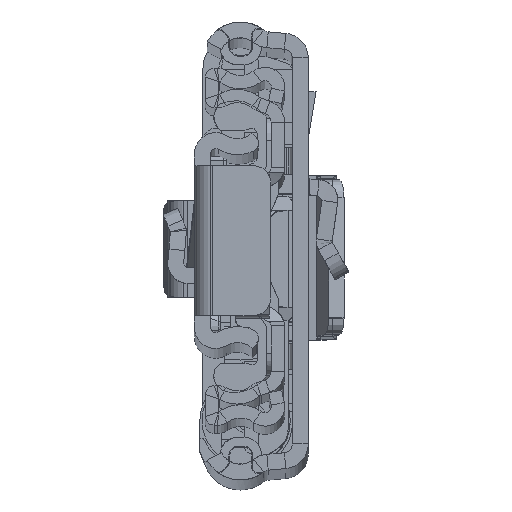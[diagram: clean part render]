
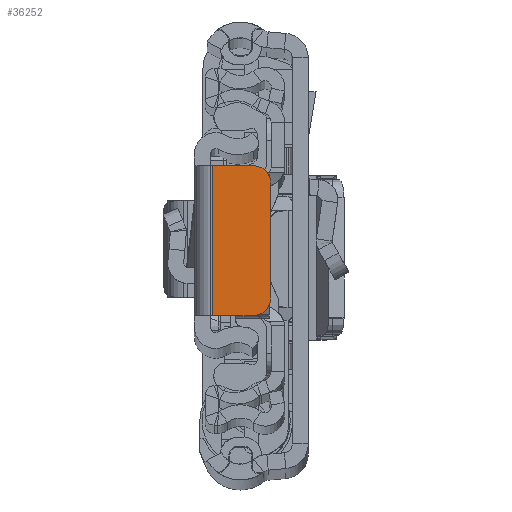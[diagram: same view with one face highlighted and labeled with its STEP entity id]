
A CAD part, top view. The second image highlights one B-rep face of the part: STEP entity #36252.
In plain terms, the highlighted planar face has unit normal (0, 0, 1).
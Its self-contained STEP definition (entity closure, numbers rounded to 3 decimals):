
#962 = AXIS2_PLACEMENT_3D ( 'NONE', #33877, #8075, #27568 ) ;
#2496 = CARTESIAN_POINT ( 'NONE',  ( -6.65, -8.5, 0. ) ) ;
#2566 = CARTESIAN_POINT ( 'NONE',  ( -6.65, 8.5, 0. ) ) ;
#2669 = DIRECTION ( 'NONE',  ( 0., 0., -1. ) ) ;
#3697 = ORIENTED_EDGE ( 'NONE', *, *, #31992, .F. ) ;
#4867 = CARTESIAN_POINT ( 'NONE',  ( -6.65, -6.5, 0. ) ) ;
#5343 = VECTOR ( 'NONE', #18608, 1000. ) ;
#5524 = EDGE_CURVE ( 'NONE', #25136, #16009, #34559, .T. ) ;
#5699 = DIRECTION ( 'NONE',  ( 0., 0., 1. ) ) ;
#5832 = PLANE ( 'NONE',  #7928 ) ;
#7324 = CARTESIAN_POINT ( 'NONE',  ( -8.65, 6.5, 0. ) ) ;
#7802 = CARTESIAN_POINT ( 'NONE',  ( -8.65, -6.5, 0. ) ) ;
#7928 = AXIS2_PLACEMENT_3D ( 'NONE', #21764, #2669, #21558 ) ;
#7983 = EDGE_CURVE ( 'NONE', #12029, #25136, #31827, .T. ) ;
#8075 = DIRECTION ( 'NONE',  ( 0., 0., 1. ) ) ;
#8829 = CARTESIAN_POINT ( 'NONE',  ( -2.05, 8.5, 0. ) ) ;
#9510 = DIRECTION ( 'NONE',  ( -1., 0., 0. ) ) ;
#11122 = AXIS2_PLACEMENT_3D ( 'NONE', #4867, #5699, #40745 ) ;
#12029 = VERTEX_POINT ( 'NONE', #7324 ) ;
#12970 = EDGE_CURVE ( 'NONE', #37057, #36696, #28582, .T. ) ;
#15067 = VECTOR ( 'NONE', #18405, 1000. ) ;
#15637 = VECTOR ( 'NONE', #9510, 1000. ) ;
#15782 = VERTEX_POINT ( 'NONE', #35328 ) ;
#16009 = VERTEX_POINT ( 'NONE', #2496 ) ;
#17873 = DIRECTION ( 'NONE',  ( 0., -1., 0. ) ) ;
#18188 = FACE_OUTER_BOUND ( 'NONE', #38468, .T. ) ;
#18405 = DIRECTION ( 'NONE',  ( 1., 0., 0. ) ) ;
#18608 = DIRECTION ( 'NONE',  ( 0., -1., 0. ) ) ;
#19732 = VECTOR ( 'NONE', #17873, 1000. ) ;
#20394 = LINE ( 'NONE', #33201, #19732 ) ;
#21558 = DIRECTION ( 'NONE',  ( -1., 0., 0. ) ) ;
#21568 = LINE ( 'NONE', #34367, #15067 ) ;
#21764 = CARTESIAN_POINT ( 'NONE',  ( 0., 0., 0. ) ) ;
#23157 = ORIENTED_EDGE ( 'NONE', *, *, #12970, .T. ) ;
#23219 = ORIENTED_EDGE ( 'NONE', *, *, #31653, .T. ) ;
#24414 = CIRCLE ( 'NONE', #962, 2. ) ;
#25136 = VERTEX_POINT ( 'NONE', #7802 ) ;
#27568 = DIRECTION ( 'NONE',  ( -1., 0., 0. ) ) ;
#28262 = ORIENTED_EDGE ( 'NONE', *, *, #7983, .T. ) ;
#28582 = LINE ( 'NONE', #41403, #15637 ) ;
#29742 = EDGE_CURVE ( 'NONE', #16009, #15782, #21568, .T. ) ;
#30412 = ORIENTED_EDGE ( 'NONE', *, *, #29742, .T. ) ;
#31653 = EDGE_CURVE ( 'NONE', #36696, #12029, #24414, .T. ) ;
#31827 = LINE ( 'NONE', #41089, #5343 ) ;
#31992 = EDGE_CURVE ( 'NONE', #37057, #15782, #20394, .T. ) ;
#33201 = CARTESIAN_POINT ( 'NONE',  ( -2.05, -8.5, 0. ) ) ;
#33621 = ORIENTED_EDGE ( 'NONE', *, *, #5524, .T. ) ;
#33877 = CARTESIAN_POINT ( 'NONE',  ( -6.65, 6.5, 0. ) ) ;
#34367 = CARTESIAN_POINT ( 'NONE',  ( 0., -8.5, 0. ) ) ;
#34559 = CIRCLE ( 'NONE', #11122, 2. ) ;
#35328 = CARTESIAN_POINT ( 'NONE',  ( -2.05, -8.5, 0. ) ) ;
#36252 = ADVANCED_FACE ( 'NONE', ( #18188 ), #5832, .F. ) ;
#36696 = VERTEX_POINT ( 'NONE', #2566 ) ;
#37057 = VERTEX_POINT ( 'NONE', #8829 ) ;
#38468 = EDGE_LOOP ( 'NONE', ( #28262, #33621, #30412, #3697, #23157, #23219 ) ) ;
#40745 = DIRECTION ( 'NONE',  ( -1., 0., 0. ) ) ;
#41089 = CARTESIAN_POINT ( 'NONE',  ( -8.65, 0., 0. ) ) ;
#41403 = CARTESIAN_POINT ( 'NONE',  ( 0., 8.5, 0. ) ) ;
